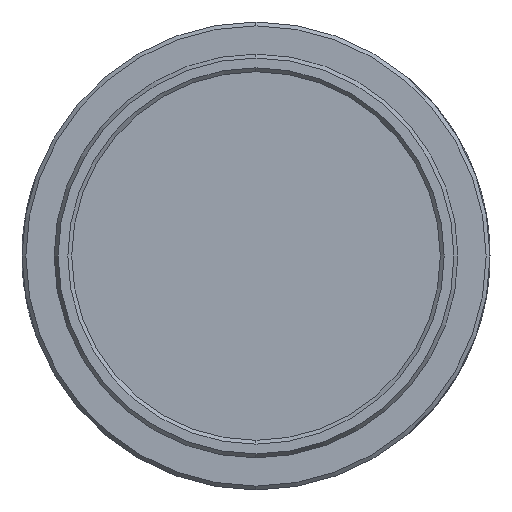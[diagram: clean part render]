
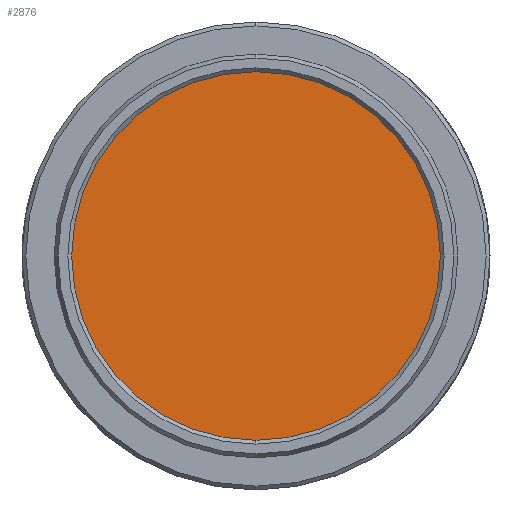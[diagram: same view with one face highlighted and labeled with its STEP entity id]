
A CAD part, left-side view. The second image highlights one B-rep face of the part: STEP entity #2876.
In plain terms, the highlighted planar face has unit normal (-1, 0, 0).
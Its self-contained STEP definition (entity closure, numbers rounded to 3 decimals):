
#209 = CIRCLE ( 'NONE', #4247, 12.7 ) ;
#1113 = AXIS2_PLACEMENT_3D ( 'NONE', #10025, #12424, #13684 ) ;
#1783 = DIRECTION ( 'NONE',  ( 0., -0.669, -0.744 ) ) ;
#2311 = DIRECTION ( 'NONE',  ( 0., -0.669, -0.744 ) ) ;
#2608 = VERTEX_POINT ( 'NONE', #11304 ) ;
#2727 = ORIENTED_EDGE ( 'NONE', *, *, #10669, .F. ) ;
#2876 = ADVANCED_FACE ( 'NONE', ( #5993 ), #12213, .F. ) ;
#3311 = DIRECTION ( 'NONE',  ( 1., 0., 0. ) ) ;
#4085 = CARTESIAN_POINT ( 'NONE',  ( -7.62, 0., 0. ) ) ;
#4247 = AXIS2_PLACEMENT_3D ( 'NONE', #5679, #3311, #2311 ) ;
#5679 = CARTESIAN_POINT ( 'NONE',  ( -7.62, 0., 0. ) ) ;
#5993 = FACE_OUTER_BOUND ( 'NONE', #12029, .T. ) ;
#9199 = CARTESIAN_POINT ( 'NONE',  ( -7.62, 8.493, 9.443 ) ) ;
#10025 = CARTESIAN_POINT ( 'NONE',  ( -7.62, 0., 0. ) ) ;
#10669 = EDGE_CURVE ( 'NONE', #2608, #12927, #12109, .T. ) ;
#10863 = AXIS2_PLACEMENT_3D ( 'NONE', #4085, #12160, #1783 ) ;
#11304 = CARTESIAN_POINT ( 'NONE',  ( -7.62, -8.493, -9.443 ) ) ;
#11987 = ORIENTED_EDGE ( 'NONE', *, *, #13784, .F. ) ;
#12029 = EDGE_LOOP ( 'NONE', ( #2727, #11987 ) ) ;
#12109 = CIRCLE ( 'NONE', #1113, 12.7 ) ;
#12160 = DIRECTION ( 'NONE',  ( 1., 0., 0. ) ) ;
#12213 = PLANE ( 'NONE',  #10863 ) ;
#12424 = DIRECTION ( 'NONE',  ( 1., 0., 0. ) ) ;
#12927 = VERTEX_POINT ( 'NONE', #9199 ) ;
#13684 = DIRECTION ( 'NONE',  ( 0., -0.669, -0.744 ) ) ;
#13784 = EDGE_CURVE ( 'NONE', #12927, #2608, #209, .T. ) ;
